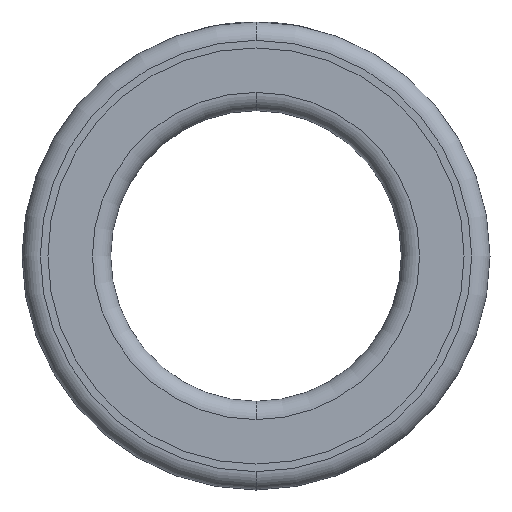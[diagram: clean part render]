
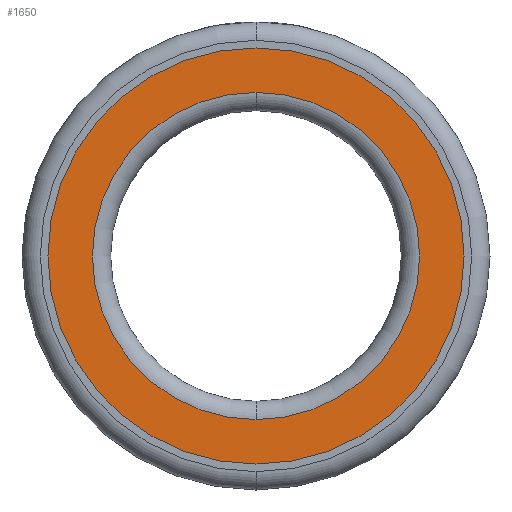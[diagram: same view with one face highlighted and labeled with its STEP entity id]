
A CAD part, front view. The second image highlights one B-rep face of the part: STEP entity #1650.
In plain terms, the highlighted planar face has unit normal (0, -1, 0).
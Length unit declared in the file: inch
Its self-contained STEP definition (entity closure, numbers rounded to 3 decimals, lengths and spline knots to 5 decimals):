
#639=CARTESIAN_POINT('',(0.,-0.69042,-0.35695));
#640=VERTEX_POINT('',#639);
#648=CARTESIAN_POINT('',(0.35695,-0.69042,0.0));
#649=VERTEX_POINT('',#648);
#650=CARTESIAN_POINT('',(0.,-0.69042,0.0));
#651=DIRECTION('',(0.0,-1.0,0.0));
#652=DIRECTION('',(1.0,0.0,0.0));
#653=AXIS2_PLACEMENT_3D('',#650,#651,#652);
#654=CIRCLE('',#653,0.35695);
#655=EDGE_CURVE('',#640,#649,#654,.T.);
#657=CARTESIAN_POINT('',(0.,-0.69042,0.35695));
#658=VERTEX_POINT('',#657);
#659=CARTESIAN_POINT('',(0.,-0.69042,0.0));
#660=DIRECTION('',(0.0,-1.0,0.0));
#661=DIRECTION('',(1.0,0.0,0.0));
#662=AXIS2_PLACEMENT_3D('',#659,#660,#661);
#663=CIRCLE('',#662,0.35695);
#664=EDGE_CURVE('',#649,#658,#663,.T.);
#691=CARTESIAN_POINT('',(0.454,-0.69042,0.0));
#692=VERTEX_POINT('',#691);
#701=CARTESIAN_POINT('',(-0.454,-0.69042,0.));
#702=VERTEX_POINT('',#701);
#703=CARTESIAN_POINT('',(0.,-0.69042,0.0));
#704=DIRECTION('',(0.0,-1.0,0.0));
#705=DIRECTION('',(1.0,0.0,0.0));
#706=AXIS2_PLACEMENT_3D('',#703,#704,#705);
#707=CIRCLE('',#706,0.454);
#708=EDGE_CURVE('',#702,#692,#707,.T.);
#1620=CARTESIAN_POINT('',(0.,-0.69042,0.0));
#1621=DIRECTION('',(0.0,-1.0,0.0));
#1622=DIRECTION('',(1.0,0.0,0.0));
#1623=AXIS2_PLACEMENT_3D('',#1620,#1621,#1622);
#1624=CIRCLE('',#1623,0.454);
#1625=EDGE_CURVE('',#692,#702,#1624,.T.);
#1630=CARTESIAN_POINT('',(0.40548,-0.69042,0.0));
#1631=DIRECTION('',(0.0,-1.0,0.0));
#1632=DIRECTION('',(0.0,0.0,-1.0));
#1633=AXIS2_PLACEMENT_3D('',#1630,#1631,#1632);
#1634=PLANE('',#1633);
#1635=ORIENTED_EDGE('',*,*,#1625,.T.);
#1636=ORIENTED_EDGE('',*,*,#708,.T.);
#1637=EDGE_LOOP('',(#1635,#1636));
#1638=FACE_OUTER_BOUND('',#1637,.T.);
#1639=ORIENTED_EDGE('',*,*,#664,.F.);
#1640=ORIENTED_EDGE('',*,*,#655,.F.);
#1641=CARTESIAN_POINT('',(0.,-0.69042,0.0));
#1642=DIRECTION('',(0.0,-1.0,0.0));
#1643=DIRECTION('',(1.0,0.0,0.0));
#1644=AXIS2_PLACEMENT_3D('',#1641,#1642,#1643);
#1645=CIRCLE('',#1644,0.35695);
#1646=EDGE_CURVE('',#658,#640,#1645,.T.);
#1647=ORIENTED_EDGE('',*,*,#1646,.F.);
#1648=EDGE_LOOP('',(#1639,#1640,#1647));
#1649=FACE_BOUND('',#1648,.T.);
#1650=ADVANCED_FACE('',(#1638,#1649),#1634,.T.);
